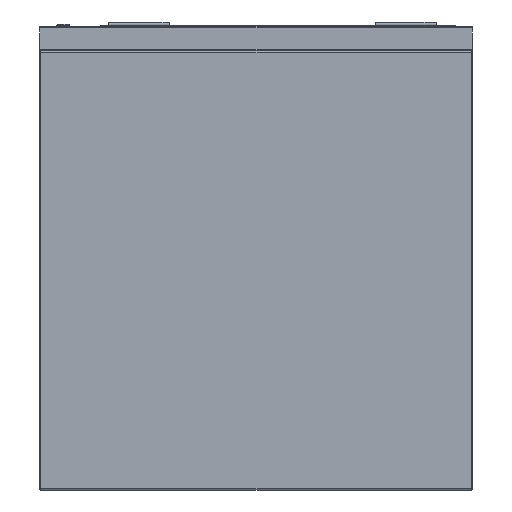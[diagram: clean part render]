
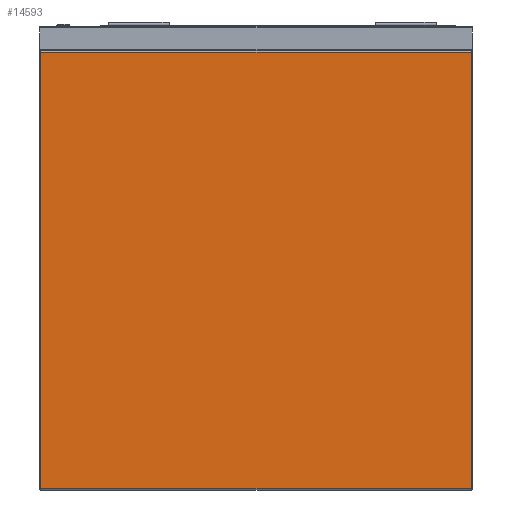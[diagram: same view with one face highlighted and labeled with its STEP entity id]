
A CAD part, left-side view. The second image highlights one B-rep face of the part: STEP entity #14593.
In plain terms, the highlighted planar face has unit normal (-1, 0, 0).
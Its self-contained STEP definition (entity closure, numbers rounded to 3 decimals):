
#30 = DIRECTION ( 'NONE',  ( 0., -1., 0. ) ) ;
#1184 = CARTESIAN_POINT ( 'NONE',  ( -772.5, 355., -42. ) ) ;
#1585 = VECTOR ( 'NONE', #30, 1000. ) ;
#2108 = DIRECTION ( 'NONE',  ( 0., -1., 0. ) ) ;
#2128 = CARTESIAN_POINT ( 'NONE',  ( -772.5, 353., -758. ) ) ;
#2207 = DIRECTION ( 'NONE',  ( -1., 0., 0. ) ) ;
#2412 = DIRECTION ( 'NONE',  ( 0., 0., -1. ) ) ;
#3737 = CARTESIAN_POINT ( 'NONE',  ( -772.5, -355., -760. ) ) ;
#3934 = LINE ( 'NONE', #17829, #17964 ) ;
#4025 = CARTESIAN_POINT ( 'NONE',  ( -772.5, -353., -42. ) ) ;
#4192 = CARTESIAN_POINT ( 'NONE',  ( -772.5, -355., -758. ) ) ;
#4283 = LINE ( 'NONE', #4389, #16585 ) ;
#4389 = CARTESIAN_POINT ( 'NONE',  ( -772.5, -353., -760. ) ) ;
#4581 = VERTEX_POINT ( 'NONE', #13944 ) ;
#6231 = ORIENTED_EDGE ( 'NONE', *, *, #18636, .T. ) ;
#7231 = DIRECTION ( 'NONE',  ( 0., 0., 1. ) ) ;
#7520 = EDGE_CURVE ( 'NONE', #16862, #18317, #19722, .T. ) ;
#9146 = AXIS2_PLACEMENT_3D ( 'NONE', #3737, #2207, #2108 ) ;
#9909 = VERTEX_POINT ( 'NONE', #4025 ) ;
#9937 = ORIENTED_EDGE ( 'NONE', *, *, #7520, .T. ) ;
#10811 = DIRECTION ( 'NONE',  ( 0., 1., 0. ) ) ;
#11135 = FACE_OUTER_BOUND ( 'NONE', #12614, .T. ) ;
#12073 = VECTOR ( 'NONE', #10811, 1000. ) ;
#12614 = EDGE_LOOP ( 'NONE', ( #18674, #13533, #6231, #9937 ) ) ;
#13533 = ORIENTED_EDGE ( 'NONE', *, *, #15813, .T. ) ;
#13551 = CARTESIAN_POINT ( 'NONE',  ( -772.5, -353., -758. ) ) ;
#13944 = CARTESIAN_POINT ( 'NONE',  ( -772.5, 353., -42. ) ) ;
#14593 = ADVANCED_FACE ( 'Fl�che7', ( #11135 ), #17342, .T. ) ;
#15336 = EDGE_CURVE ( 'NONE', #18317, #9909, #4283, .T. ) ;
#15366 = LINE ( 'NONE', #1184, #12073 ) ;
#15813 = EDGE_CURVE ( 'NONE', #9909, #4581, #15366, .T. ) ;
#16585 = VECTOR ( 'NONE', #7231, 1000. ) ;
#16862 = VERTEX_POINT ( 'NONE', #2128 ) ;
#17342 = PLANE ( 'NONE',  #9146 ) ;
#17829 = CARTESIAN_POINT ( 'NONE',  ( -772.5, 353., -760. ) ) ;
#17964 = VECTOR ( 'NONE', #2412, 1000. ) ;
#18317 = VERTEX_POINT ( 'NONE', #13551 ) ;
#18636 = EDGE_CURVE ( 'NONE', #4581, #16862, #3934, .T. ) ;
#18674 = ORIENTED_EDGE ( 'NONE', *, *, #15336, .T. ) ;
#19722 = LINE ( 'NONE', #4192, #1585 ) ;
